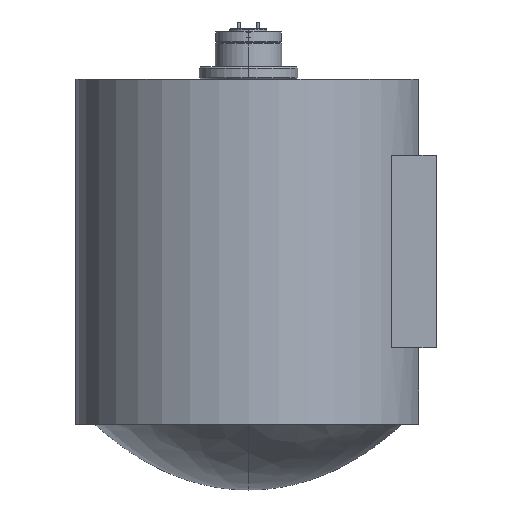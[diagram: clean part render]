
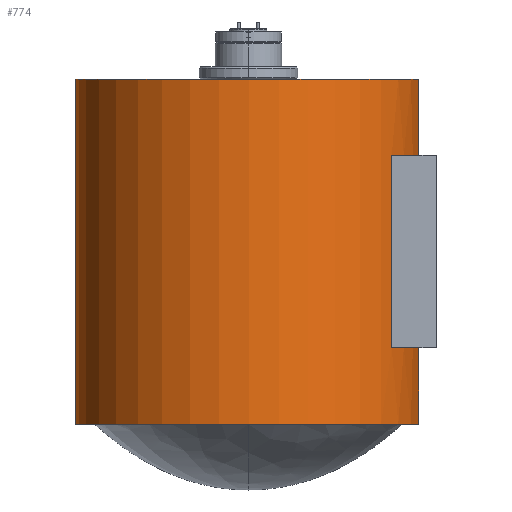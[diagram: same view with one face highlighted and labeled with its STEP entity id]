
A CAD part, left-side view. The second image highlights one B-rep face of the part: STEP entity #774.
In plain terms, the highlighted cylindrical face has radius 88.9 mm (diameter 177.8 mm), a partial arc.
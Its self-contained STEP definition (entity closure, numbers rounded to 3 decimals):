
#450 = VECTOR ( 'NONE', #21442, 1000. ) ;
#686 = CIRCLE ( 'NONE', #8423, 88.9 ) ;
#774 = ADVANCED_FACE ( 'NONE', ( #32115 ), #15261, .T. ) ;
#1138 = VERTEX_POINT ( 'NONE', #29806 ) ;
#1144 = CARTESIAN_POINT ( 'NONE',  ( 0., 88.9, 177.8 ) ) ;
#2469 = VECTOR ( 'NONE', #31768, 1000. ) ;
#2639 = ORIENTED_EDGE ( 'NONE', *, *, #34925, .F. ) ;
#3155 = AXIS2_PLACEMENT_3D ( 'NONE', #28175, #34352, #11302 ) ;
#3388 = VECTOR ( 'NONE', #33196, 1000. ) ;
#4422 = CARTESIAN_POINT ( 'NONE',  ( -49.53, -73.824, 39.37 ) ) ;
#4687 = CARTESIAN_POINT ( 'NONE',  ( 0., 88.9, 177.8 ) ) ;
#4916 = VECTOR ( 'NONE', #31859, 1000. ) ;
#5421 = CARTESIAN_POINT ( 'NONE',  ( -49.53, -73.824, 39.37 ) ) ;
#6092 = ORIENTED_EDGE ( 'NONE', *, *, #10039, .T. ) ;
#6223 = ORIENTED_EDGE ( 'NONE', *, *, #20599, .T. ) ;
#6269 = EDGE_CURVE ( 'NONE', #15652, #31038, #32811, .T. ) ;
#6419 = CARTESIAN_POINT ( 'NONE',  ( 0., 0., 138.43 ) ) ;
#6485 = AXIS2_PLACEMENT_3D ( 'NONE', #17196, #37016, #28612 ) ;
#6890 = CARTESIAN_POINT ( 'NONE',  ( -14.973, -87.63, 177.8 ) ) ;
#6980 = DIRECTION ( 'NONE',  ( 0., 0., -1. ) ) ;
#7271 = EDGE_CURVE ( 'NONE', #23445, #32341, #10185, .T. ) ;
#8148 = ORIENTED_EDGE ( 'NONE', *, *, #35332, .T. ) ;
#8423 = AXIS2_PLACEMENT_3D ( 'NONE', #27705, #36838, #22443 ) ;
#8874 = ORIENTED_EDGE ( 'NONE', *, *, #22011, .T. ) ;
#8984 = LINE ( 'NONE', #5421, #4916 ) ;
#9067 = EDGE_LOOP ( 'NONE', ( #32315, #6092, #19933, #8148, #2639, #8874, #6223, #20739 ) ) ;
#10039 = EDGE_CURVE ( 'NONE', #21711, #15652, #35998, .T. ) ;
#10185 = LINE ( 'NONE', #10373, #450 ) ;
#10373 = CARTESIAN_POINT ( 'NONE',  ( -14.973, -87.63, 177.8 ) ) ;
#11302 = DIRECTION ( 'NONE',  ( 0., -1., 0. ) ) ;
#13294 = CARTESIAN_POINT ( 'NONE',  ( -14.973, -87.63, 138.43 ) ) ;
#15261 = CYLINDRICAL_SURFACE ( 'NONE', #17811, 88.9 ) ;
#15652 = VERTEX_POINT ( 'NONE', #25485 ) ;
#17196 = CARTESIAN_POINT ( 'NONE',  ( 0., 0., 0. ) ) ;
#17811 = AXIS2_PLACEMENT_3D ( 'NONE', #21077, #6980, #32501 ) ;
#18277 = DIRECTION ( 'NONE',  ( -1., 0., 0. ) ) ;
#19796 = CARTESIAN_POINT ( 'NONE',  ( -49.53, -73.824, 138.43 ) ) ;
#19933 = ORIENTED_EDGE ( 'NONE', *, *, #6269, .T. ) ;
#20599 = EDGE_CURVE ( 'NONE', #28944, #23445, #22874, .T. ) ;
#20739 = ORIENTED_EDGE ( 'NONE', *, *, #7271, .T. ) ;
#21077 = CARTESIAN_POINT ( 'NONE',  ( 0., 0., 177.8 ) ) ;
#21442 = DIRECTION ( 'NONE',  ( 0., 0., 1. ) ) ;
#21711 = VERTEX_POINT ( 'NONE', #1144 ) ;
#22011 = EDGE_CURVE ( 'NONE', #23952, #28944, #8984, .T. ) ;
#22443 = DIRECTION ( 'NONE',  ( -1., 0., 0. ) ) ;
#22874 = CIRCLE ( 'NONE', #31240, 88.9 ) ;
#23445 = VERTEX_POINT ( 'NONE', #13294 ) ;
#23952 = VERTEX_POINT ( 'NONE', #4422 ) ;
#25485 = CARTESIAN_POINT ( 'NONE',  ( 0., 88.9, 0. ) ) ;
#26138 = LINE ( 'NONE', #28957, #2469 ) ;
#27705 = CARTESIAN_POINT ( 'NONE',  ( 0., 0., 39.37 ) ) ;
#28175 = CARTESIAN_POINT ( 'NONE',  ( 0., 0., 177.8 ) ) ;
#28612 = DIRECTION ( 'NONE',  ( 0., -1., 0. ) ) ;
#28944 = VERTEX_POINT ( 'NONE', #19796 ) ;
#28957 = CARTESIAN_POINT ( 'NONE',  ( -14.973, -87.63, 177.8 ) ) ;
#29392 = CARTESIAN_POINT ( 'NONE',  ( -14.973, -87.63, 0. ) ) ;
#29806 = CARTESIAN_POINT ( 'NONE',  ( -14.973, -87.63, 39.37 ) ) ;
#31038 = VERTEX_POINT ( 'NONE', #29392 ) ;
#31240 = AXIS2_PLACEMENT_3D ( 'NONE', #6419, #32493, #18277 ) ;
#31768 = DIRECTION ( 'NONE',  ( 0., 0., 1. ) ) ;
#31859 = DIRECTION ( 'NONE',  ( 0., 0., 1. ) ) ;
#32115 = FACE_OUTER_BOUND ( 'NONE', #9067, .T. ) ;
#32315 = ORIENTED_EDGE ( 'NONE', *, *, #36570, .F. ) ;
#32341 = VERTEX_POINT ( 'NONE', #6890 ) ;
#32493 = DIRECTION ( 'NONE',  ( 0., 0., 1. ) ) ;
#32501 = DIRECTION ( 'NONE',  ( 0., 1., 0. ) ) ;
#32811 = CIRCLE ( 'NONE', #6485, 88.9 ) ;
#33196 = DIRECTION ( 'NONE',  ( 0., 0., -1. ) ) ;
#34352 = DIRECTION ( 'NONE',  ( 0., 0., 1. ) ) ;
#34925 = EDGE_CURVE ( 'NONE', #23952, #1138, #686, .T. ) ;
#35332 = EDGE_CURVE ( 'NONE', #31038, #1138, #26138, .T. ) ;
#35998 = LINE ( 'NONE', #4687, #3388 ) ;
#36079 = CIRCLE ( 'NONE', #3155, 88.9 ) ;
#36570 = EDGE_CURVE ( 'NONE', #21711, #32341, #36079, .T. ) ;
#36838 = DIRECTION ( 'NONE',  ( 0., 0., 1. ) ) ;
#37016 = DIRECTION ( 'NONE',  ( 0., 0., 1. ) ) ;
